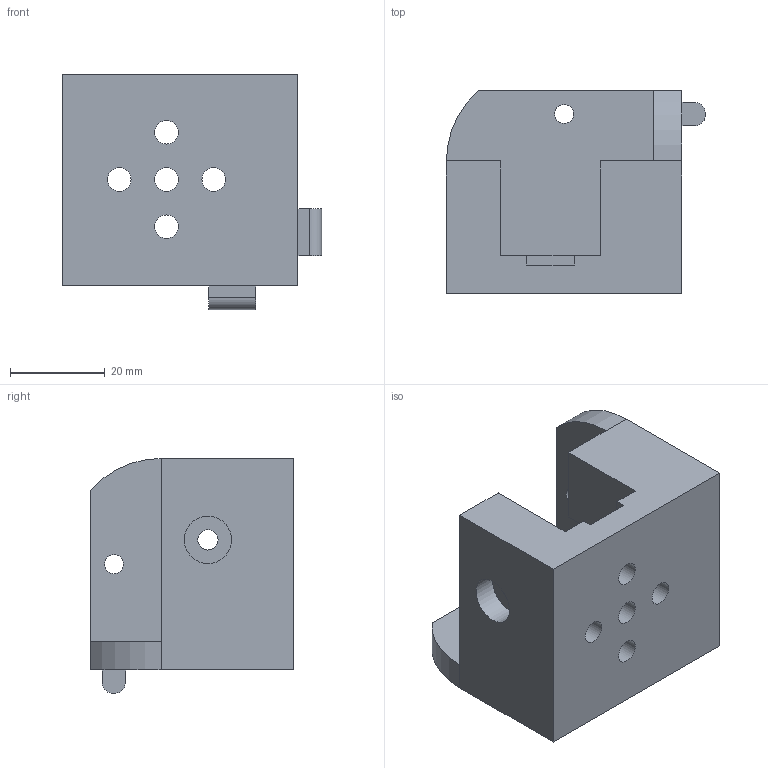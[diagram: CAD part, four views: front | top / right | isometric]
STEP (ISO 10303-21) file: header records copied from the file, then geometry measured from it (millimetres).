
FILE_DESCRIPTION(/* description */ (''),/* implementation_level */ '2;1');
FILE_NAME(/* name */ 'ATC_CornerBlock_MIRROR_2x.step',/* time_stamp */ '2021-01-06T23:24:34+01:00',/* author */ (''),/* organization */ (''),/* preprocessor_version */ 'ST-DEVELOPER v18.1',/* originating_system */ 'Autodesk Translation Framework v9.7.0.1280',/* authorisation */ '');
FILE_SCHEMA (('AUTOMOTIVE_DESIGN { 1 0 10303 214 3 1 1 }'));
Length unit declared in the file: millimetre
Products named in the file (1): ATC_CornerBlock_MIRROR_2x
Bounding box: 54.78 x 42.96 x 49.72 mm (x, y, z)
Volume: 46549.3 mm3; surface area: 15681.3 mm2
Topology: 1 solids, 1 shells, 60 faces, 162 edges, 106 vertices
Faces by surface type: plane 45, cylinder 15
Full cylindrical faces by diameter (mm): 4 x2, 4.3 x2, 5 x5, 10 x2
Entity records: 1952 total; most frequent: CARTESIAN_POINT 329, ORIENTED_EDGE 324, DIRECTION 322, EDGE_CURVE 162, LINE 124, VECTOR 124, VERTEX_POINT 106, AXIS2_PLACEMENT_3D 99
